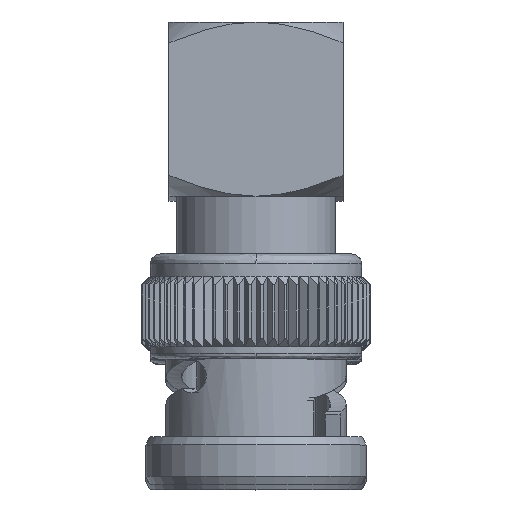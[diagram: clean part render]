
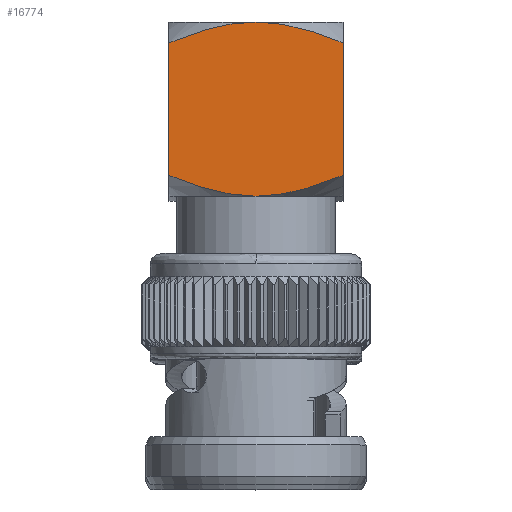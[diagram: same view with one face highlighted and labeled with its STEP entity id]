
A CAD part, top view. The second image highlights one B-rep face of the part: STEP entity #16774.
In plain terms, the highlighted face is planar.
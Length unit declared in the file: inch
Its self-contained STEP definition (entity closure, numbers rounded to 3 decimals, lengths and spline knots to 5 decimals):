
#270 = ORIENTED_EDGE ( 'NONE', *, *, #13085, .T. ) ;
#605 = CARTESIAN_POINT ( 'NONE',  ( 1.0571, -0.03751, -0.21654 ) ) ;
#695 = CARTESIAN_POINT ( 'NONE',  ( 1.48873, 0., -0.21654 ) ) ;
#869 = DIRECTION ( 'NONE',  ( 0., 0., 1. ) ) ;
#873 = CARTESIAN_POINT ( 'NONE',  ( 1.10745, -0.21654, -0.21654 ) ) ;
#1080 = EDGE_CURVE ( 'NONE', #8822, #5897, #14898, .T. ) ;
#1307 = CARTESIAN_POINT ( 'NONE',  ( 1.48729, -0.03751, -0.21654 ) ) ;
#1414 = CARTESIAN_POINT ( 'NONE',  ( 1.09366, 0.18174, -0.21654 ) ) ;
#1903 = VERTEX_POINT ( 'NONE', #2490 ) ;
#2125 = B_SPLINE_CURVE_WITH_KNOTS ( 'NONE', 3,
 ( #695, #3161, #8497, #7193, #15308, #3511, #13823, #9896 ),
 .UNSPECIFIED., .F., .F.,
 ( 4, 2, 2, 4 ),
 ( 0.01192, 0.01479, 0.01623, 0.01766 ),
 .UNSPECIFIED. ) ;
#2194 = CARTESIAN_POINT ( 'NONE',  ( 1.06244, -0.07444, -0.21654 ) ) ;
#2315 = CARTESIAN_POINT ( 'NONE',  ( 1.05566, 0., -0.21654 ) ) ;
#2490 = CARTESIAN_POINT ( 'NONE',  ( 1.43695, 0.21654, -0.21654 ) ) ;
#3064 = VERTEX_POINT ( 'NONE', #2315 ) ;
#3102 = LINE ( 'NONE', #16555, #5831 ) ;
#3161 = CARTESIAN_POINT ( 'NONE',  ( 1.48873, 0.03755, -0.21654 ) ) ;
#3426 = CARTESIAN_POINT ( 'NONE',  ( 1.08049, -0.14663, -0.21654 ) ) ;
#3496 = CARTESIAN_POINT ( 'NONE',  ( 1.48873, 0., -0.21654 ) ) ;
#3511 = CARTESIAN_POINT ( 'NONE',  ( 1.45074, 0.18174, -0.21654 ) ) ;
#3906 = CARTESIAN_POINT ( 'NONE',  ( 1.05566, 0.21654, -0.21654 ) ) ;
#4214 = CARTESIAN_POINT ( 'NONE',  ( 1.10038, 0.19922, -0.21654 ) ) ;
#4652 = CARTESIAN_POINT ( 'NONE',  ( 1.05566, 0., -0.21654 ) ) ;
#5522 = CARTESIAN_POINT ( 'NONE',  ( 1.45107, -0.18196, -0.21654 ) ) ;
#5722 = CARTESIAN_POINT ( 'NONE',  ( 1.43695, -0.21654, -0.21654 ) ) ;
#5831 = VECTOR ( 'NONE', #15154, 39.37008 ) ;
#5897 = VERTEX_POINT ( 'NONE', #3496 ) ;
#6310 = B_SPLINE_CURVE_WITH_KNOTS ( 'NONE', 3,
 ( #4652, #16528, #605, #2194, #7545, #3426, #12523, #873 ),
 .UNSPECIFIED., .F., .F.,
 ( 4, 2, 2, 4 ),
 ( 0.01997, 0.02137, 0.02278, 0.0256 ),
 .UNSPECIFIED. ) ;
#6915 = CARTESIAN_POINT ( 'NONE',  ( 1.48196, -0.07444, -0.21654 ) ) ;
#7193 = CARTESIAN_POINT ( 'NONE',  ( 1.46874, 0.12829, -0.21654 ) ) ;
#7354 = FACE_OUTER_BOUND ( 'NONE', #15330, .T. ) ;
#7447 = PLANE ( 'NONE',  #16297 ) ;
#7545 = CARTESIAN_POINT ( 'NONE',  ( 1.06631, -0.09263, -0.21654 ) ) ;
#8080 = CARTESIAN_POINT ( 'NONE',  ( 1.10745, 0.21654, -0.21654 ) ) ;
#8245 = EDGE_CURVE ( 'NONE', #1903, #11509, #14745, .T. ) ;
#8482 = ORIENTED_EDGE ( 'NONE', *, *, #11645, .F. ) ;
#8497 = CARTESIAN_POINT ( 'NONE',  ( 1.48291, 0.07419, -0.21654 ) ) ;
#8753 = DIRECTION ( 'NONE',  ( 1., 0., 0. ) ) ;
#8822 = VERTEX_POINT ( 'NONE', #5722 ) ;
#9446 = CARTESIAN_POINT ( 'NONE',  ( 1.46391, -0.14663, -0.21654 ) ) ;
#9550 = CARTESIAN_POINT ( 'NONE',  ( 1.07566, 0.12829, -0.21654 ) ) ;
#9896 = CARTESIAN_POINT ( 'NONE',  ( 1.43695, 0.21654, -0.21654 ) ) ;
#10695 = CARTESIAN_POINT ( 'NONE',  ( 1.05566, 0.03755, -0.21654 ) ) ;
#10815 = DIRECTION ( 'NONE',  ( -1., 0., 0. ) ) ;
#11134 = CARTESIAN_POINT ( 'NONE',  ( 1.10745, 0.21654, -0.21654 ) ) ;
#11509 = VERTEX_POINT ( 'NONE', #11134 ) ;
#11645 = EDGE_CURVE ( 'NONE', #5897, #1903, #2125, .T. ) ;
#11667 = EDGE_CURVE ( 'NONE', #3064, #16131, #6310, .T. ) ;
#11744 = ORIENTED_EDGE ( 'NONE', *, *, #8245, .F. ) ;
#11988 = CARTESIAN_POINT ( 'NONE',  ( 1.48873, -0.0186, -0.21654 ) ) ;
#12523 = CARTESIAN_POINT ( 'NONE',  ( 1.09333, -0.18196, -0.21654 ) ) ;
#12679 = CARTESIAN_POINT ( 'NONE',  ( 1.05566, 0.21654, -0.21654 ) ) ;
#13085 = EDGE_CURVE ( 'NONE', #8822, #16131, #3102, .T. ) ;
#13150 = CARTESIAN_POINT ( 'NONE',  ( 1.08128, 0.14623, -0.21654 ) ) ;
#13366 = EDGE_CURVE ( 'NONE', #11509, #3064, #16686, .T. ) ;
#13823 = CARTESIAN_POINT ( 'NONE',  ( 1.44402, 0.19922, -0.21654 ) ) ;
#13931 = CARTESIAN_POINT ( 'NONE',  ( 1.10745, -0.21654, -0.21654 ) ) ;
#13939 = ORIENTED_EDGE ( 'NONE', *, *, #1080, .F. ) ;
#14349 = ORIENTED_EDGE ( 'NONE', *, *, #11667, .F. ) ;
#14612 = CARTESIAN_POINT ( 'NONE',  ( 1.05566, 0., -0.21654 ) ) ;
#14745 = LINE ( 'NONE', #3906, #17285 ) ;
#14898 = B_SPLINE_CURVE_WITH_KNOTS ( 'NONE', 3,
 ( #16169, #5522, #9446, #16248, #6915, #1307, #11988, #16333 ),
 .UNSPECIFIED., .F., .F.,
 ( 4, 2, 2, 4 ),
 ( 0.00624, 0.00908, 0.0105, 0.01192 ),
 .UNSPECIFIED. ) ;
#15154 = DIRECTION ( 'NONE',  ( -1., 0., 0. ) ) ;
#15308 = CARTESIAN_POINT ( 'NONE',  ( 1.46312, 0.14623, -0.21654 ) ) ;
#15330 = EDGE_LOOP ( 'NONE', ( #13939, #270, #14349, #15818, #11744, #8482 ) ) ;
#15818 = ORIENTED_EDGE ( 'NONE', *, *, #13366, .F. ) ;
#16131 = VERTEX_POINT ( 'NONE', #13931 ) ;
#16169 = CARTESIAN_POINT ( 'NONE',  ( 1.43695, -0.21654, -0.21654 ) ) ;
#16193 = CARTESIAN_POINT ( 'NONE',  ( 1.06149, 0.07419, -0.21654 ) ) ;
#16248 = CARTESIAN_POINT ( 'NONE',  ( 1.47809, -0.09263, -0.21654 ) ) ;
#16297 = AXIS2_PLACEMENT_3D ( 'NONE', #12679, #869, #8753 ) ;
#16333 = CARTESIAN_POINT ( 'NONE',  ( 1.48873, 0., -0.21654 ) ) ;
#16528 = CARTESIAN_POINT ( 'NONE',  ( 1.05566, -0.0186, -0.21654 ) ) ;
#16555 = CARTESIAN_POINT ( 'NONE',  ( 1.05566, -0.21654, -0.21654 ) ) ;
#16686 = B_SPLINE_CURVE_WITH_KNOTS ( 'NONE', 3,
 ( #8080, #4214, #1414, #13150, #9550, #16193, #10695, #14612 ),
 .UNSPECIFIED., .F., .F.,
 ( 4, 2, 2, 4 ),
 ( 0.01428, 0.0157, 0.01712, 0.01997 ),
 .UNSPECIFIED. ) ;
#16774 = ADVANCED_FACE ( 'NONE', ( #7354 ), #7447, .F. ) ;
#17285 = VECTOR ( 'NONE', #10815, 39.37008 ) ;
